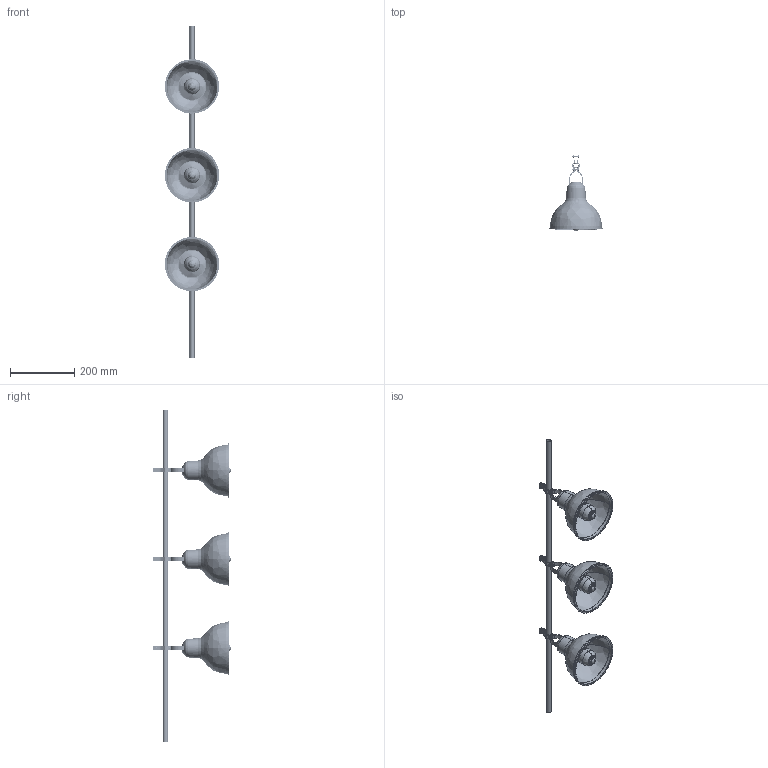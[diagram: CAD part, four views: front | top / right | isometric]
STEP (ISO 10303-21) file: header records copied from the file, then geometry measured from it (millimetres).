
FILE_DESCRIPTION(('FreeCAD Model'),'2;1');
FILE_NAME('Open CASCADE Shape Model','2025-05-04T01:19:46',('FreeCAD'),( 'FreeCAD'),'Open CASCADE STEP processor 7.6','FreeCAD','Unknown');
FILE_SCHEMA(('AUTOMOTIVE_DESIGN { 1 0 10303 214 1 1 1 1 }'));
Products named in the file (1): Open CASCADE STEP translator 7.6 1
Bounding box: 168.81 x 240.44 x 1032.23 mm (x, y, z)
Volume: 621875.1 mm3; surface area: 567258.7 mm2
Topology: 37 solids, 37 shells, 1632 faces, 4440 edges, 2879 vertices
Faces by surface type: bspline 1632
Entity records: 121268 total; most frequent: CARTESIAN_POINT 97872, ORIENTED_EDGE 8868, EDGE_CURVE 4434, VERTEX_POINT 2879, B_SPLINE_CURVE_WITH_KNOTS 1840, FACE_BOUND 1685, EDGE_LOOP 1685, ADVANCED_FACE 1632
